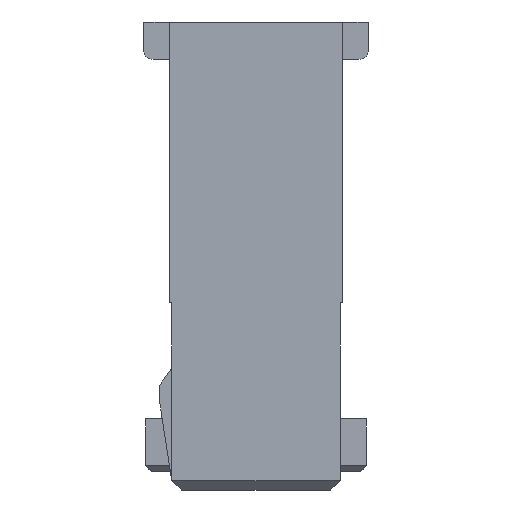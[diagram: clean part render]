
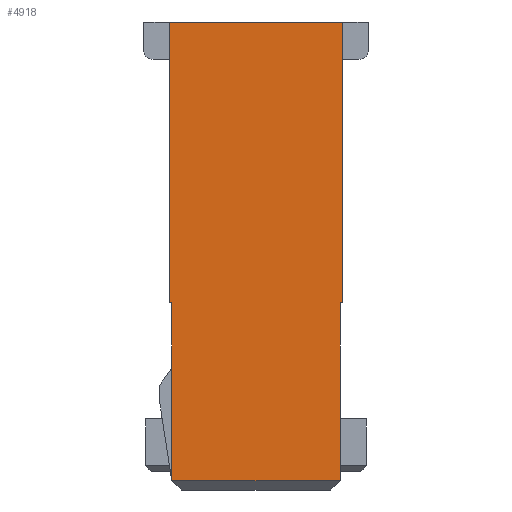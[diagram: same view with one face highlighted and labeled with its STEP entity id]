
A CAD part, left-side view. The second image highlights one B-rep face of the part: STEP entity #4918.
In plain terms, the highlighted planar face has unit normal (-1, 0, 0).
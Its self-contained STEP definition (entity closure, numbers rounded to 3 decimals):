
#1046=ORIENTED_EDGE('',*,*,#2010,.T.);
#1047=ORIENTED_EDGE('',*,*,#1911,.T.);
#1048=ORIENTED_EDGE('',*,*,#2011,.T.);
#1049=ORIENTED_EDGE('',*,*,#2000,.T.);
#1050=ORIENTED_EDGE('',*,*,#1471,.T.);
#1051=ORIENTED_EDGE('',*,*,#2012,.T.);
#1052=ORIENTED_EDGE('',*,*,#1544,.T.);
#1053=ORIENTED_EDGE('',*,*,#2009,.T.);
#1471=EDGE_CURVE('',#2164,#2163,#2618,.T.);
#1544=EDGE_CURVE('',#2212,#2211,#2681,.T.);
#1911=EDGE_CURVE('',#2465,#2468,#3042,.T.);
#2000=EDGE_CURVE('',#2520,#2164,#3131,.T.);
#2009=EDGE_CURVE('',#2211,#2522,#3140,.T.);
#2010=EDGE_CURVE('',#2522,#2465,#3141,.T.);
#2011=EDGE_CURVE('',#2468,#2520,#3142,.T.);
#2012=EDGE_CURVE('',#2163,#2212,#3143,.T.);
#2163=VERTEX_POINT('',#6550);
#2164=VERTEX_POINT('',#6552);
#2211=VERTEX_POINT('',#6697);
#2212=VERTEX_POINT('',#6699);
#2465=VERTEX_POINT('',#7439);
#2468=VERTEX_POINT('',#7446);
#2520=VERTEX_POINT('',#7617);
#2522=VERTEX_POINT('',#7630);
#2618=LINE('',#6551,#3295);
#2681=LINE('',#6698,#3358);
#3042=LINE('',#7447,#3719);
#3131=LINE('',#7616,#3808);
#3140=LINE('',#7631,#3817);
#3141=LINE('',#7633,#3818);
#3142=LINE('',#7634,#3819);
#3143=LINE('',#7635,#3820);
#3295=VECTOR('',#5312,1000.);
#3358=VECTOR('',#5447,1000.);
#3719=VECTOR('',#6070,1000.);
#3808=VECTOR('',#6217,1000.);
#3817=VECTOR('',#6232,1000.);
#3818=VECTOR('',#6235,1000.);
#3819=VECTOR('',#6236,1000.);
#3820=VECTOR('',#6237,1000.);
#4146=EDGE_LOOP('',(#1046,#1047,#1048,#1049,#1050,#1051,#1052,#1053));
#4413=FACE_BOUND('',#4146,.T.);
#4665=PLANE('',#5205);
#4918=ADVANCED_FACE('',(#4413),#4665,.T.);
#5205=AXIS2_PLACEMENT_3D('',#7632,#6233,#6234);
#5312=DIRECTION('',(0.,0.,1.));
#5447=DIRECTION('',(0.,0.,-1.));
#6070=DIRECTION('',(0.,-1.,0.));
#6217=DIRECTION('',(0.,-1.,0.));
#6232=DIRECTION('',(0.,-1.,0.));
#6233=DIRECTION('',(-1.,0.,0.));
#6234=DIRECTION('',(0.,0.,1.));
#6235=DIRECTION('',(0.,0.,-1.));
#6236=DIRECTION('',(0.,0.,1.));
#6237=DIRECTION('',(0.,1.,0.));
#6550=CARTESIAN_POINT('',(-7.5,-4.625,12.5));
#6551=CARTESIAN_POINT('',(-7.5,-4.625,12.5));
#6552=CARTESIAN_POINT('',(-7.5,-4.625,-2.5));
#6697=CARTESIAN_POINT('',(-7.5,4.625,-2.5));
#6698=CARTESIAN_POINT('',(-7.5,4.625,12.5));
#6699=CARTESIAN_POINT('',(-7.5,4.625,12.5));
#7439=CARTESIAN_POINT('',(-7.5,4.5,-12.));
#7446=CARTESIAN_POINT('',(-7.5,-4.5,-12.));
#7447=CARTESIAN_POINT('',(-7.5,-4.5,-12.));
#7616=CARTESIAN_POINT('',(-7.5,-4.625,-2.5));
#7617=CARTESIAN_POINT('',(-7.5,-4.5,-2.5));
#7630=CARTESIAN_POINT('',(-7.5,4.5,-2.5));
#7631=CARTESIAN_POINT('',(-7.5,4.625,-2.5));
#7632=CARTESIAN_POINT('',(-7.5,0.,0.));
#7633=CARTESIAN_POINT('',(-7.5,4.5,-2.5));
#7634=CARTESIAN_POINT('',(-7.5,-4.5,-2.5));
#7635=CARTESIAN_POINT('',(-7.5,4.625,12.5));
